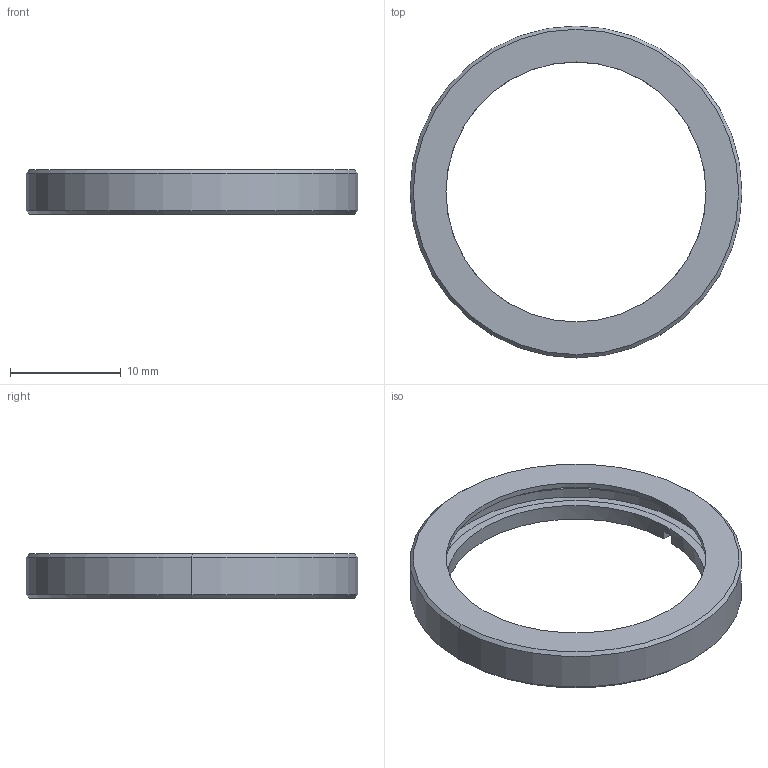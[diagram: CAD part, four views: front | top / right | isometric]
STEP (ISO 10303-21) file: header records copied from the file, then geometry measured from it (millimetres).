
FILE_DESCRIPTION (( 'STEP AP203' ), '1' );
FILE_NAME ('GCM-141101M三维外形图.STEP', '2016-12-30T00:41:36', ( '' ), ( '' ), 'SwSTEP 2.0', 'SolidWorks 2015', '' );
FILE_SCHEMA (( 'CONFIG_CONTROL_DESIGN' ));
Length unit declared in the file: millimetre
Products named in the file (2): GCM-141101M三维外形图
Bounding box: 30 x 30 x 4 mm (x, y, z)
Volume: 791.6 mm3; surface area: 1566.3 mm2
Topology: 1 solids, 1 shells, 34 faces, 77 edges, 50 vertices
Faces by surface type: cylinder 17, plane 13, cone 4
Entity records: 1130 total; most frequent: DIRECTION 191, CARTESIAN_POINT 163, ORIENTED_EDGE 154, AXIS2_PLACEMENT_3D 78, EDGE_CURVE 77, VERTEX_POINT 50, CIRCLE 42, EDGE_LOOP 41
